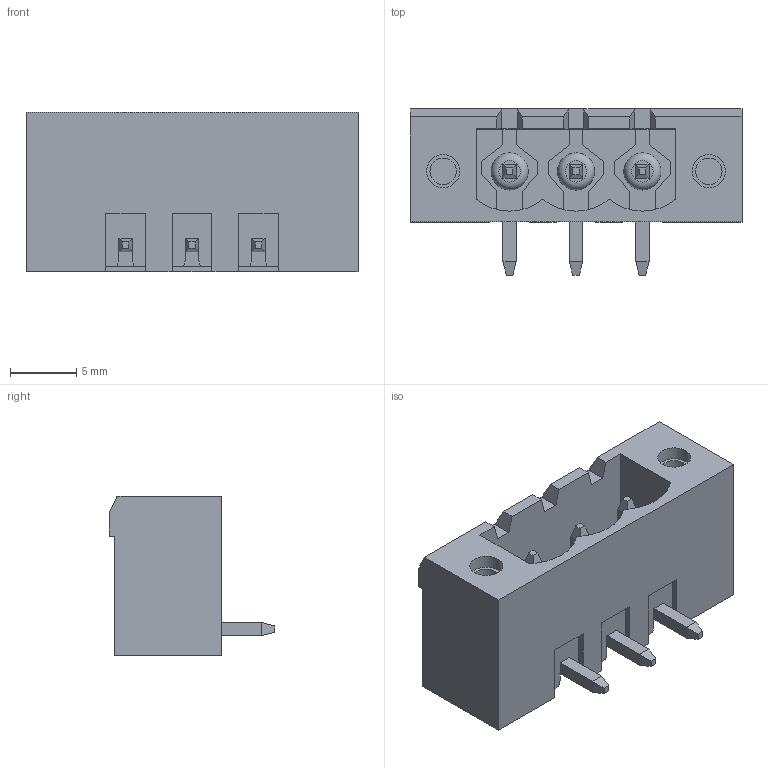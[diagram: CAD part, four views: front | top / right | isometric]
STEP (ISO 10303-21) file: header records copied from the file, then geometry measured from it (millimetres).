
FILE_DESCRIPTION( ( 'Unknown' ), '1' );
FILE_NAME( '691317710003.stp', 'Unknown', ( 'Unknown' ), ( 'Unknown' ), 'PSStep 14.0', 'Unknown', ' ' );
FILE_SCHEMA( ( 'AUTOMOTIVE_DESIGN { 1 0 10303 214 1 1 1 1 }' ) );
Length unit declared in the file: millimetre
Products named in the file (4): Assem1; 6913177100xx_INSERT; 6913177100xx_PIN; 691311700103
Assembly tree (6 placements, depth 2):
  Assem1
    6913177100xx_INSERT  x2
    6913177100xx_PIN  x3
    691311700103
Bounding box: 25 x 12.5 x 12 mm (x, y, z)
Volume: 1177.9 mm3; surface area: 3113.4 mm2
Topology: 6 solids, 6 shells, 233 faces, 606 edges, 393 vertices
Faces by surface type: plane 209, cylinder 17, torus 7
Full cylindrical faces by diameter (mm): 2 x2, 2.5 x2, 2.8 x3
Entity records: 7527 total; most frequent: CARTESIAN_POINT 1267, ORIENTED_EDGE 984, DIRECTION 907, EDGE_CURVE 492, LINE 441, VECTOR 441, VERTEX_POINT 329, AXIS2_PLACEMENT_3D 233
